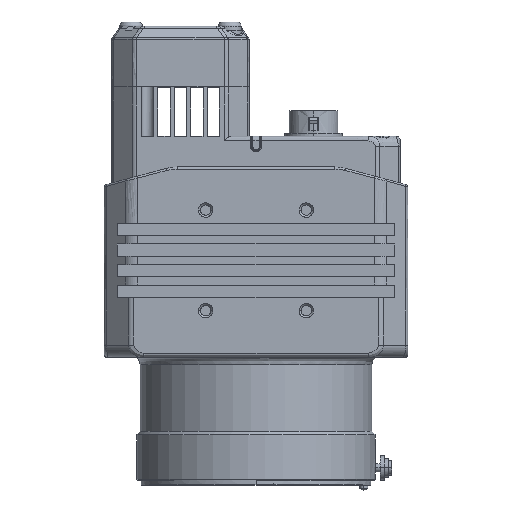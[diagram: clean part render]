
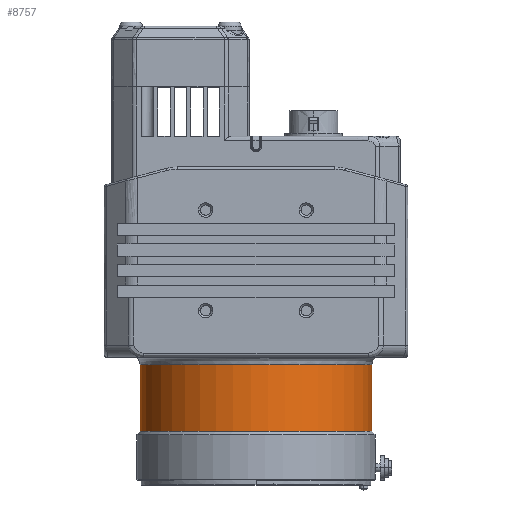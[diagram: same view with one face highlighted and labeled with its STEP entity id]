
A CAD part, top view. The second image highlights one B-rep face of the part: STEP entity #8757.
In plain terms, the highlighted free-form (B-spline) face has degree [2, 1] with [9, 2] control points.
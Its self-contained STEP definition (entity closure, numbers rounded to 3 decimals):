
#8757 = ADVANCED_FACE ( 'NONE', ( #23042 ), #8893, .T. ) ;
#8893 =( BOUNDED_SURFACE ( )  B_SPLINE_SURFACE ( 2, 1, ( 
 ( #147642, #53412 ),
 ( #86924, #150714 ),
 ( #164390, #73313 ),
 ( #40825, #60635 ),
 ( #137109, #42875 ),
 ( #106742, #139182 ),
 ( #90012, #26132 ),
 ( #58583, #9407 ),
 ( #13500, #155866 ) ),
 .UNSPECIFIED., .F., .F., .F. ) 
 B_SPLINE_SURFACE_WITH_KNOTS ( ( 3, 2, 2, 2, 3 ),
 ( 2, 2 ),
 ( 3.079, 3.896, 4.712, 5.529, 6.346 ),
 ( 0., 1. ),
 .UNSPECIFIED. ) 
 GEOMETRIC_REPRESENTATION_ITEM ( )  RATIONAL_B_SPLINE_SURFACE ( (
 ( 1., 1.),
 ( 0.918, 0.918),
 ( 1., 1.),
 ( 0.918, 0.918),
 ( 1., 1.),
 ( 0.918, 0.918),
 ( 1., 1.),
 ( 0.918, 0.918),
 ( 1., 1.) ) ) 
 REPRESENTATION_ITEM ( '' )  SURFACE ( )  );
#9407 = CARTESIAN_POINT ( 'NONE',  ( -28.859, -42.625, 47.438 ) ) ;
#9995 = CARTESIAN_POINT ( 'NONE',  ( -28.15, -42.3, 37.048 ) ) ;
#12161 = CARTESIAN_POINT ( 'NONE',  ( -28.15, -26.05, 48.193 ) ) ;
#13500 = CARTESIAN_POINT ( 'NONE',  ( -28.094, -25.725, 35.28 ) ) ;
#15296 = CARTESIAN_POINT ( 'NONE',  ( -28.15, -42.3, 48.193 ) ) ;
#16046 = CARTESIAN_POINT ( 'NONE',  ( -28.15, -26.05, 37.048 ) ) ;
#22711 = ORIENTED_EDGE ( 'NONE', *, *, #61881, .T. ) ;
#23042 = FACE_OUTER_BOUND ( 'NONE', #93735, .T. ) ;
#23269 = CARTESIAN_POINT ( 'NONE',  ( 28.15, -42.3, 37.048 ) ) ;
#23546 =( BOUNDED_CURVE ( )  B_SPLINE_CURVE ( 2, ( #112652, #15296, #192215, #176514, #61409, #140959, #80241, #29991, #96960 ),
 .UNSPECIFIED., .F., .F. ) 
 B_SPLINE_CURVE_WITH_KNOTS ( ( 3, 2, 2, 2, 3 ),
 ( 0., 0.24, 0.5, 0.76, 1. ),
 .UNSPECIFIED. ) 
 CURVE ( )  GEOMETRIC_REPRESENTATION_ITEM ( )  RATIONAL_B_SPLINE_CURVE ( ( 0.988, 0.924, 1., 0.918, 1., 0.918, 1., 0.924, 0.988 ) ) 
 REPRESENTATION_ITEM ( '' )  );
#26132 = CARTESIAN_POINT ( 'NONE',  ( -20.52, -42.625, 56.318 ) ) ;
#28899 = CARTESIAN_POINT ( 'NONE',  ( 0., -26.05, 65.198 ) ) ;
#29991 = CARTESIAN_POINT ( 'NONE',  ( 28.15, -42.3, 48.193 ) ) ;
#31880 = VERTEX_POINT ( 'NONE', #16046 ) ;
#37129 = CARTESIAN_POINT ( 'NONE',  ( -28.15, -42.3, 37.048 ) ) ;
#40825 = CARTESIAN_POINT ( 'NONE',  ( 12.182, -25.725, 65.198 ) ) ;
#42875 = CARTESIAN_POINT ( 'NONE',  ( 0., -42.625, 65.198 ) ) ;
#45593 = CARTESIAN_POINT ( 'NONE',  ( -20.52, -26.05, 56.318 ) ) ;
#53412 = CARTESIAN_POINT ( 'NONE',  ( 28.094, -42.625, 35.28 ) ) ;
#58583 = CARTESIAN_POINT ( 'NONE',  ( -28.859, -25.725, 47.438 ) ) ;
#60635 = CARTESIAN_POINT ( 'NONE',  ( 12.182, -42.625, 65.198 ) ) ;
#61409 = CARTESIAN_POINT ( 'NONE',  ( 0., -42.3, 65.198 ) ) ;
#61881 = EDGE_CURVE ( 'NONE', #179622, #76883, #23546, .T. ) ;
#62973 = ORIENTED_EDGE ( 'NONE', *, *, #76550, .F. ) ;
#66512 = CARTESIAN_POINT ( 'NONE',  ( -28.15, -26.05, 37.048 ) ) ;
#68264 = EDGE_CURVE ( 'NONE', #179622, #31880, #193032, .T. ) ;
#73313 = CARTESIAN_POINT ( 'NONE',  ( 20.52, -42.625, 56.318 ) ) ;
#74149 = VERTEX_POINT ( 'NONE', #150813 ) ;
#76550 = EDGE_CURVE ( 'NONE', #31880, #74149, #81512, .T. ) ;
#76883 = VERTEX_POINT ( 'NONE', #160435 ) ;
#80241 = CARTESIAN_POINT ( 'NONE',  ( 20.52, -42.3, 56.318 ) ) ;
#80776 =( BOUNDED_CURVE ( )  B_SPLINE_CURVE ( 1, ( #122687, #23269 ),
 .UNSPECIFIED., .F., .F. ) 
 B_SPLINE_CURVE_WITH_KNOTS ( ( 2, 2 ),
 ( 0., 1. ),
 .UNSPECIFIED. ) 
 CURVE ( )  GEOMETRIC_REPRESENTATION_ITEM ( )  RATIONAL_B_SPLINE_CURVE ( ( 0.988, 0.988 ) ) 
 REPRESENTATION_ITEM ( '' )  );
#81512 =( BOUNDED_CURVE ( )  B_SPLINE_CURVE ( 2, ( #190085, #12161, #45593, #106407, #28899, #108469, #202705, #187016, #125180 ),
 .UNSPECIFIED., .F., .T. ) 
 B_SPLINE_CURVE_WITH_KNOTS ( ( 3, 2, 2, 2, 3 ),
 ( 0., 0.24, 0.5, 0.76, 1. ),
 .UNSPECIFIED. ) 
 CURVE ( )  GEOMETRIC_REPRESENTATION_ITEM ( )  RATIONAL_B_SPLINE_CURVE ( ( 0.976, 0.913, 0.988, 0.907, 0.988, 0.907, 0.988, 0.913, 0.976 ) ) 
 REPRESENTATION_ITEM ( '' )  );
#84023 = ORIENTED_EDGE ( 'NONE', *, *, #125641, .F. ) ;
#86924 = CARTESIAN_POINT ( 'NONE',  ( 28.859, -25.725, 47.438 ) ) ;
#90012 = CARTESIAN_POINT ( 'NONE',  ( -20.52, -25.725, 56.318 ) ) ;
#93735 = EDGE_LOOP ( 'NONE', ( #107090, #22711, #84023, #62973 ) ) ;
#96960 = CARTESIAN_POINT ( 'NONE',  ( 28.15, -42.3, 37.048 ) ) ;
#106407 = CARTESIAN_POINT ( 'NONE',  ( -12.182, -26.05, 65.198 ) ) ;
#106742 = CARTESIAN_POINT ( 'NONE',  ( -12.182, -25.725, 65.198 ) ) ;
#107090 = ORIENTED_EDGE ( 'NONE', *, *, #68264, .F. ) ;
#108469 = CARTESIAN_POINT ( 'NONE',  ( 12.182, -26.05, 65.198 ) ) ;
#112652 = CARTESIAN_POINT ( 'NONE',  ( -28.15, -42.3, 37.048 ) ) ;
#122687 = CARTESIAN_POINT ( 'NONE',  ( 28.15, -26.05, 37.048 ) ) ;
#125180 = CARTESIAN_POINT ( 'NONE',  ( 28.15, -26.05, 37.048 ) ) ;
#125641 = EDGE_CURVE ( 'NONE', #74149, #76883, #80776, .T. ) ;
#137109 = CARTESIAN_POINT ( 'NONE',  ( 0., -25.725, 65.198 ) ) ;
#139182 = CARTESIAN_POINT ( 'NONE',  ( -12.182, -42.625, 65.198 ) ) ;
#140959 = CARTESIAN_POINT ( 'NONE',  ( 12.182, -42.3, 65.198 ) ) ;
#147642 = CARTESIAN_POINT ( 'NONE',  ( 28.094, -25.725, 35.28 ) ) ;
#150714 = CARTESIAN_POINT ( 'NONE',  ( 28.859, -42.625, 47.438 ) ) ;
#150813 = CARTESIAN_POINT ( 'NONE',  ( 28.15, -26.05, 37.048 ) ) ;
#155866 = CARTESIAN_POINT ( 'NONE',  ( -28.094, -42.625, 35.28 ) ) ;
#160435 = CARTESIAN_POINT ( 'NONE',  ( 28.15, -42.3, 37.048 ) ) ;
#164390 = CARTESIAN_POINT ( 'NONE',  ( 20.52, -25.725, 56.318 ) ) ;
#176514 = CARTESIAN_POINT ( 'NONE',  ( -12.182, -42.3, 65.198 ) ) ;
#179622 = VERTEX_POINT ( 'NONE', #9995 ) ;
#187016 = CARTESIAN_POINT ( 'NONE',  ( 28.15, -26.05, 48.193 ) ) ;
#190085 = CARTESIAN_POINT ( 'NONE',  ( -28.15, -26.05, 37.048 ) ) ;
#192215 = CARTESIAN_POINT ( 'NONE',  ( -20.52, -42.3, 56.318 ) ) ;
#193032 =( BOUNDED_CURVE ( )  B_SPLINE_CURVE ( 1, ( #37129, #66512 ),
 .UNSPECIFIED., .F., .F. ) 
 B_SPLINE_CURVE_WITH_KNOTS ( ( 2, 2 ),
 ( 0., 1. ),
 .UNSPECIFIED. ) 
 CURVE ( )  GEOMETRIC_REPRESENTATION_ITEM ( )  RATIONAL_B_SPLINE_CURVE ( ( 0.988, 0.988 ) ) 
 REPRESENTATION_ITEM ( '' )  );
#202705 = CARTESIAN_POINT ( 'NONE',  ( 20.52, -26.05, 56.318 ) ) ;
